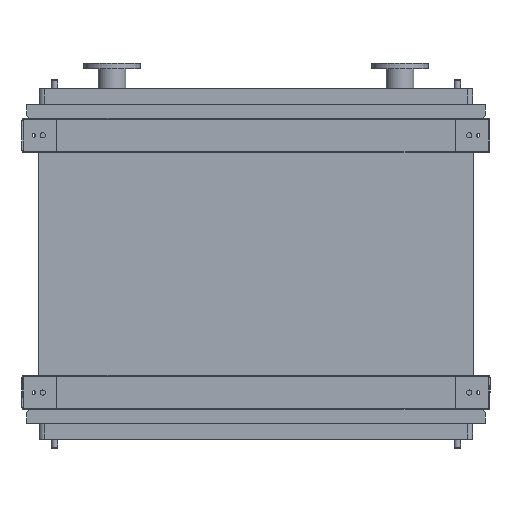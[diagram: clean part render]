
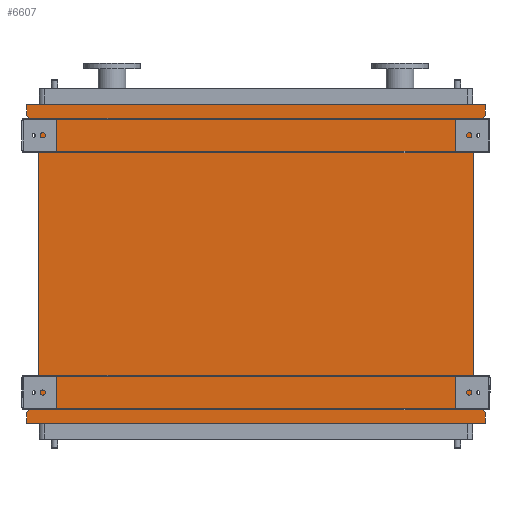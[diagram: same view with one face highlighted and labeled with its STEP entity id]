
A CAD part, front view. The second image highlights one B-rep face of the part: STEP entity #6607.
In plain terms, the highlighted planar face has unit normal (0, -1, 0).
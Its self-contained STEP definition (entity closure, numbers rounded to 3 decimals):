
#256 = DIRECTION ( 'NONE',  ( 0., 0., -1. ) ) ;
#325 = VERTEX_POINT ( 'NONE', #23072 ) ;
#514 = CARTESIAN_POINT ( 'NONE',  ( 891., 0., -1103. ) ) ;
#592 = EDGE_CURVE ( 'NONE', #23140, #4152, #8310, .T. ) ;
#714 = LINE ( 'NONE', #8532, #14933 ) ;
#804 = VERTEX_POINT ( 'NONE', #2623 ) ;
#884 = ORIENTED_EDGE ( 'NONE', *, *, #4480, .F. ) ;
#1516 = CARTESIAN_POINT ( 'NONE',  ( -891., 0., -1145. ) ) ;
#1547 = VERTEX_POINT ( 'NONE', #2295 ) ;
#1688 = VECTOR ( 'NONE', #21473, 1000. ) ;
#1698 = VERTEX_POINT ( 'NONE', #17561 ) ;
#1876 = VERTEX_POINT ( 'NONE', #13258 ) ;
#2186 = ORIENTED_EDGE ( 'NONE', *, *, #4512, .F. ) ;
#2284 = DIRECTION ( 'NONE',  ( 0., 0., 1. ) ) ;
#2295 = CARTESIAN_POINT ( 'NONE',  ( 845., 0., -1050. ) ) ;
#2623 = CARTESIAN_POINT ( 'NONE',  ( 845., 0., 0. ) ) ;
#2628 = LINE ( 'NONE', #14802, #12382 ) ;
#2643 = EDGE_CURVE ( 'NONE', #5798, #15034, #9570, .T. ) ;
#2686 = EDGE_LOOP ( 'NONE', ( #11422, #22024, #9564, #15340, #11701, #16467, #12824, #23470, #884, #2186, #16746, #18417 ) ) ;
#3036 = VECTOR ( 'NONE', #16241, 1000. ) ;
#3406 = DIRECTION ( 'NONE',  ( -0.655, 0., 0.755 ) ) ;
#3664 = CARTESIAN_POINT ( 'NONE',  ( 891., 0., -1103. ) ) ;
#3927 = EDGE_CURVE ( 'NONE', #1547, #804, #8666, .T. ) ;
#3994 = DIRECTION ( 'NONE',  ( 0.655, 0., -0.755 ) ) ;
#4152 = VERTEX_POINT ( 'NONE', #7008 ) ;
#4216 = EDGE_CURVE ( 'NONE', #1698, #804, #11053, .T. ) ;
#4280 = EDGE_CURVE ( 'NONE', #4152, #1698, #8916, .T. ) ;
#4360 = EDGE_CURVE ( 'NONE', #325, #23140, #714, .T. ) ;
#4439 = EDGE_CURVE ( 'NONE', #15034, #325, #11560, .T. ) ;
#4475 = EDGE_CURVE ( 'NONE', #1876, #5798, #19910, .T. ) ;
#4480 = EDGE_CURVE ( 'NONE', #8105, #1876, #10479, .T. ) ;
#4512 = EDGE_CURVE ( 'NONE', #14938, #8105, #5160, .T. ) ;
#4519 = EDGE_CURVE ( 'NONE', #7058, #14938, #23592, .T. ) ;
#4562 = EDGE_CURVE ( 'NONE', #1547, #7058, #2628, .T. ) ;
#4835 = DIRECTION ( 'NONE',  ( 0., 0., -1. ) ) ;
#5160 = LINE ( 'NONE', #18067, #14649 ) ;
#5670 = DIRECTION ( 'NONE',  ( -1., 0., 0. ) ) ;
#5798 = VERTEX_POINT ( 'NONE', #8732 ) ;
#6516 = CARTESIAN_POINT ( 'NONE',  ( -891., 0., 95. ) ) ;
#6607 = ADVANCED_FACE ( 'NONE', ( #15376 ), #13724, .T. ) ;
#7008 = CARTESIAN_POINT ( 'NONE',  ( 891., 0., 95. ) ) ;
#7058 = VERTEX_POINT ( 'NONE', #514 ) ;
#7381 = CARTESIAN_POINT ( 'NONE',  ( 891., 0., 53. ) ) ;
#7543 = DIRECTION ( 'NONE',  ( 0., 0., -1. ) ) ;
#7775 = VECTOR ( 'NONE', #17172, 1000. ) ;
#8105 = VERTEX_POINT ( 'NONE', #14073 ) ;
#8310 = LINE ( 'NONE', #18958, #7775 ) ;
#8532 = CARTESIAN_POINT ( 'NONE',  ( -891., 0., 53. ) ) ;
#8666 = LINE ( 'NONE', #14452, #3036 ) ;
#8732 = CARTESIAN_POINT ( 'NONE',  ( -845., 0., -1050. ) ) ;
#8916 = LINE ( 'NONE', #9814, #17708 ) ;
#9564 = ORIENTED_EDGE ( 'NONE', *, *, #4280, .F. ) ;
#9570 = LINE ( 'NONE', #9772, #22585 ) ;
#9772 = CARTESIAN_POINT ( 'NONE',  ( -845., 0., -1050. ) ) ;
#9814 = CARTESIAN_POINT ( 'NONE',  ( 891., 0., 95. ) ) ;
#10144 = AXIS2_PLACEMENT_3D ( 'NONE', #18946, #15542, #4835 ) ;
#10479 = LINE ( 'NONE', #1516, #19337 ) ;
#10847 = DIRECTION ( 'NONE',  ( -0.655, 0., -0.755 ) ) ;
#11053 = LINE ( 'NONE', #7381, #19930 ) ;
#11422 = ORIENTED_EDGE ( 'NONE', *, *, #3927, .T. ) ;
#11560 = LINE ( 'NONE', #23158, #21007 ) ;
#11701 = ORIENTED_EDGE ( 'NONE', *, *, #4360, .F. ) ;
#12382 = VECTOR ( 'NONE', #3994, 1000. ) ;
#12595 = DIRECTION ( 'NONE',  ( 0., 0., 1. ) ) ;
#12824 = ORIENTED_EDGE ( 'NONE', *, *, #2643, .F. ) ;
#13258 = CARTESIAN_POINT ( 'NONE',  ( -891., 0., -1103. ) ) ;
#13699 = DIRECTION ( 'NONE',  ( 0., 0., 1. ) ) ;
#13724 = PLANE ( 'NONE',  #10144 ) ;
#14073 = CARTESIAN_POINT ( 'NONE',  ( -891., 0., -1145. ) ) ;
#14074 = VECTOR ( 'NONE', #7543, 1000. ) ;
#14452 = CARTESIAN_POINT ( 'NONE',  ( 845., 0., -1050. ) ) ;
#14649 = VECTOR ( 'NONE', #5670, 1000. ) ;
#14802 = CARTESIAN_POINT ( 'NONE',  ( 845., 0., -1050. ) ) ;
#14933 = VECTOR ( 'NONE', #13699, 1000. ) ;
#14938 = VERTEX_POINT ( 'NONE', #16563 ) ;
#15034 = VERTEX_POINT ( 'NONE', #20256 ) ;
#15340 = ORIENTED_EDGE ( 'NONE', *, *, #592, .F. ) ;
#15376 = FACE_OUTER_BOUND ( 'NONE', #2686, .T. ) ;
#15542 = DIRECTION ( 'NONE',  ( 0., -1., 0. ) ) ;
#16241 = DIRECTION ( 'NONE',  ( 0., 0., 1. ) ) ;
#16467 = ORIENTED_EDGE ( 'NONE', *, *, #4439, .F. ) ;
#16563 = CARTESIAN_POINT ( 'NONE',  ( 891., 0., -1145. ) ) ;
#16746 = ORIENTED_EDGE ( 'NONE', *, *, #4519, .F. ) ;
#17172 = DIRECTION ( 'NONE',  ( 1., 0., 0. ) ) ;
#17561 = CARTESIAN_POINT ( 'NONE',  ( 891., 0., 53. ) ) ;
#17708 = VECTOR ( 'NONE', #256, 1000. ) ;
#18067 = CARTESIAN_POINT ( 'NONE',  ( 891., 0., -1145. ) ) ;
#18417 = ORIENTED_EDGE ( 'NONE', *, *, #4562, .F. ) ;
#18946 = CARTESIAN_POINT ( 'NONE',  ( -845., 0., -1050. ) ) ;
#18958 = CARTESIAN_POINT ( 'NONE',  ( -891., 0., 95. ) ) ;
#19337 = VECTOR ( 'NONE', #12595, 1000. ) ;
#19910 = LINE ( 'NONE', #23326, #1688 ) ;
#19930 = VECTOR ( 'NONE', #10847, 1000. ) ;
#20256 = CARTESIAN_POINT ( 'NONE',  ( -845., 0., 0. ) ) ;
#21007 = VECTOR ( 'NONE', #3406, 1000. ) ;
#21473 = DIRECTION ( 'NONE',  ( 0.655, 0., 0.755 ) ) ;
#22024 = ORIENTED_EDGE ( 'NONE', *, *, #4216, .F. ) ;
#22585 = VECTOR ( 'NONE', #2284, 1000. ) ;
#23072 = CARTESIAN_POINT ( 'NONE',  ( -891., 0., 53. ) ) ;
#23140 = VERTEX_POINT ( 'NONE', #6516 ) ;
#23158 = CARTESIAN_POINT ( 'NONE',  ( -845., 0., 0. ) ) ;
#23326 = CARTESIAN_POINT ( 'NONE',  ( -891., 0., -1103. ) ) ;
#23470 = ORIENTED_EDGE ( 'NONE', *, *, #4475, .F. ) ;
#23592 = LINE ( 'NONE', #3664, #14074 ) ;
